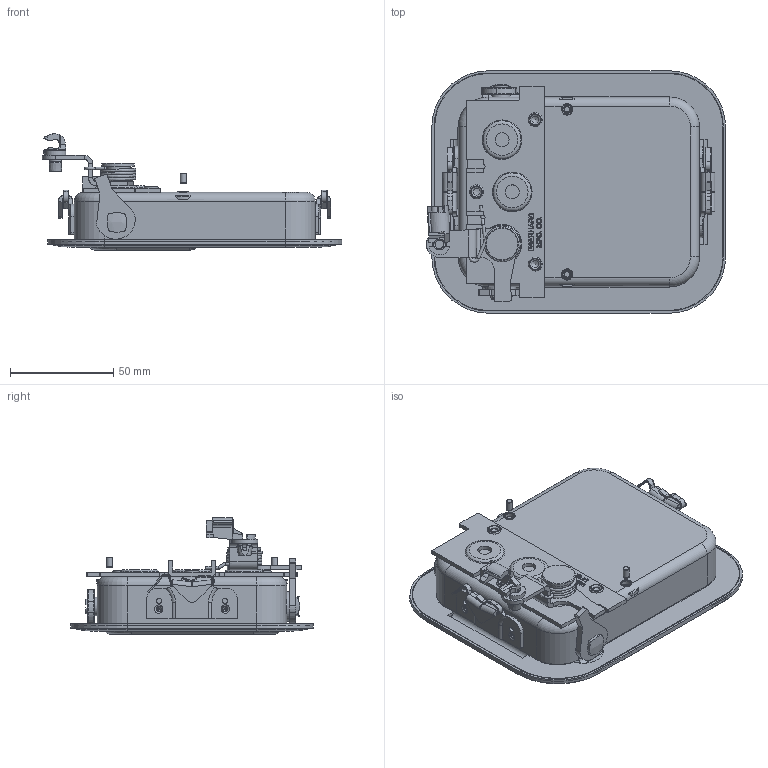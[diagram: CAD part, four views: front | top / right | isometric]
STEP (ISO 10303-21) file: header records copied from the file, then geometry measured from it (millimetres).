
FILE_DESCRIPTION(/* description */ (''),/* implementation_level */ '2;1');
FILE_NAME(/* name */ 'A5020067-001-08.stp',/* time_stamp */ '2022-07-06T13:08:33-04:00',/* author */ ('nespenschied'),/* organization */ ('Eberhard Manufacturing Company'),/* preprocessor_version */ 'ST-DEVELOPER v18.1',/* originating_system */ 'Autodesk Inventor 2022',/* authorisation */ '');
FILE_SCHEMA (('AUTOMOTIVE_DESIGN { 1 0 10303 214 3 1 1 }'));
Length unit declared in the file: inch
Products named in the file (1): A5020067-001-08
Bounding box: 145.13 x 117.6 x 56.4 mm (x, y, z)
Volume: 80862.4 mm3; surface area: 85996.7 mm2
Topology: 1 solids, 4 shells, 1259 faces, 3280 edges, 2090 vertices
Faces by surface type: plane 517, cylinder 375, torus 194, bspline 121, cone 39, sphere 13
Full cylindrical faces by diameter (mm): 1.397 x5, 2.5 x4, 2.7 x4, 2.8 x4, 3 x2, 3.5 x3, 4.1 x2, 4.127 x1, 4.8 x3, 5 x5, 5.1 x3, 6.604 x1, 6.8 x3, 6.807 x1, 7.1 x1, 7.3 x1, 7.9 x1, 9 x1, 9.5 x5, 9.525 x1, 9.703 x1, 9.8 x1, 11.1 x1, 11.112 x1, 11.3 x1, 11.303 x1, 12.6 x1, 12.8 x1, 14.2 x1, 14.5 x1
Entity records: 45483 total; most frequent: CARTESIAN_POINT 13247, ORIENTED_EDGE 6554, DIRECTION 6439, EDGE_CURVE 3277, AXIS2_PLACEMENT_3D 2419, VERTEX_POINT 2090, LINE 1601, VECTOR 1601
